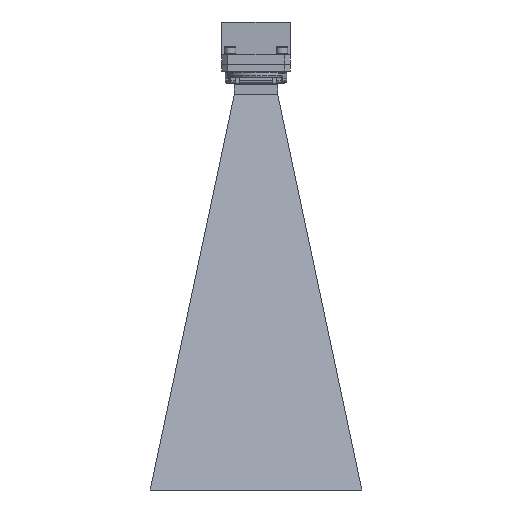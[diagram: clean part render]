
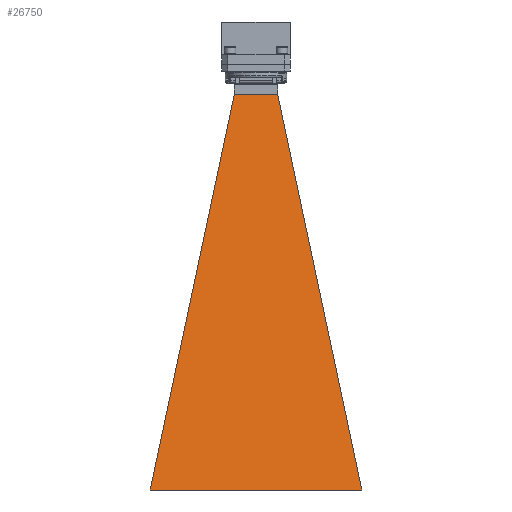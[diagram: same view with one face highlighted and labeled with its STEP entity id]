
A CAD part, front view. The second image highlights one B-rep face of the part: STEP entity #26750.
In plain terms, the highlighted planar face has unit normal (0, -0.986, 0.17).
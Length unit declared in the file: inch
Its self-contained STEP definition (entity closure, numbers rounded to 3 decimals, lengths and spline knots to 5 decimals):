
#88 = FACE_OUTER_BOUND ( 'NONE', #19328, .T. ) ;
#1214 = CARTESIAN_POINT ( 'NONE',  ( 0.512, -0.262, -0.71 ) ) ;
#2332 = EDGE_CURVE ( 'NONE', #9474, #7301, #3578, .T. ) ;
#2344 = LINE ( 'NONE', #6549, #21304 ) ;
#2414 = VECTOR ( 'NONE', #12516, 39.37008 ) ;
#3578 = LINE ( 'NONE', #4868, #2414 ) ;
#4037 = PLANE ( 'NONE',  #30592 ) ;
#4868 = CARTESIAN_POINT ( 'NONE',  ( -2.5, -1.872, -10.06 ) ) ;
#5524 = ORIENTED_EDGE ( 'NONE', *, *, #21654, .F. ) ;
#5864 = CARTESIAN_POINT ( 'NONE',  ( 2.5, -1.872, -10.06 ) ) ;
#6549 = CARTESIAN_POINT ( 'NONE',  ( -2.5, -1.872, -10.06 ) ) ;
#6993 = LINE ( 'NONE', #5864, #20225 ) ;
#7301 = VERTEX_POINT ( 'NONE', #16397 ) ;
#8701 = ORIENTED_EDGE ( 'NONE', *, *, #14769, .T. ) ;
#9474 = VERTEX_POINT ( 'NONE', #14789 ) ;
#10484 = CARTESIAN_POINT ( 'NONE',  ( -0.512, -0.262, -0.71 ) ) ;
#11048 = DIRECTION ( 'NONE',  ( 0., -0.985, 0.17 ) ) ;
#11229 = DIRECTION ( 'NONE',  ( -0.205, 0.166, 0.965 ) ) ;
#12516 = DIRECTION ( 'NONE',  ( 1., 0., 0. ) ) ;
#14769 = EDGE_CURVE ( 'NONE', #29339, #20562, #22880, .T. ) ;
#14789 = CARTESIAN_POINT ( 'NONE',  ( -2.5, -1.872, -10.06 ) ) ;
#16397 = CARTESIAN_POINT ( 'NONE',  ( 2.5, -1.872, -10.06 ) ) ;
#17508 = CARTESIAN_POINT ( 'NONE',  ( -0.17067, -0.262, -0.71 ) ) ;
#18637 = DIRECTION ( 'NONE',  ( 0., -0.17, -0.985 ) ) ;
#19328 = EDGE_LOOP ( 'NONE', ( #23890, #8701, #5524, #31804 ) ) ;
#20225 = VECTOR ( 'NONE', #11229, 39.37008 ) ;
#20354 = CARTESIAN_POINT ( 'NONE',  ( 0.512, -0.262, -0.71 ) ) ;
#20562 = VERTEX_POINT ( 'NONE', #25699 ) ;
#21140 = EDGE_CURVE ( 'NONE', #7301, #29339, #6993, .T. ) ;
#21304 = VECTOR ( 'NONE', #24076, 39.37008 ) ;
#21654 = EDGE_CURVE ( 'NONE', #9474, #20562, #2344, .T. ) ;
#22880 = B_SPLINE_CURVE_WITH_KNOTS ( 'NONE', 3,
 ( #20354, #30399, #17508, #10484 ),
 .UNSPECIFIED., .F., .F.,
 ( 4, 4 ),
 ( 0., 1. ),
 .UNSPECIFIED. ) ;
#23890 = ORIENTED_EDGE ( 'NONE', *, *, #21140, .T. ) ;
#24076 = DIRECTION ( 'NONE',  ( 0.205, 0.166, 0.965 ) ) ;
#25699 = CARTESIAN_POINT ( 'NONE',  ( -0.512, -0.262, -0.71 ) ) ;
#26750 = ADVANCED_FACE ( 'NONE', ( #88 ), #4037, .T. ) ;
#29339 = VERTEX_POINT ( 'NONE', #1214 ) ;
#30399 = CARTESIAN_POINT ( 'NONE',  ( 0.17067, -0.262, -0.71 ) ) ;
#30592 = AXIS2_PLACEMENT_3D ( 'NONE', #30954, #11048, #18637 ) ;
#30954 = CARTESIAN_POINT ( 'NONE',  ( 0., -0.13572, 0.02337 ) ) ;
#31804 = ORIENTED_EDGE ( 'NONE', *, *, #2332, .T. ) ;
